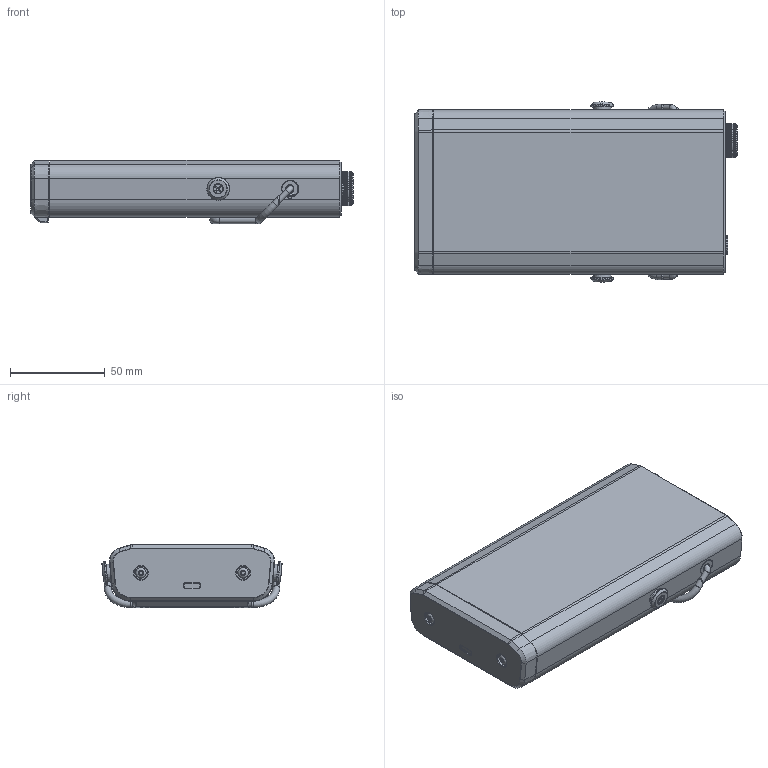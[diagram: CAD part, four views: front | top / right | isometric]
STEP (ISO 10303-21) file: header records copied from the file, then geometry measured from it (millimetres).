
FILE_DESCRIPTION(/* description */ (''),/* implementation_level */ '2;1');
FILE_NAME(/* name */ 'STN101_SOLID.stp',/* time_stamp */ '2024-09-24T17:51:58-07:00',/* author */ ('BrettHartt'),/* organization */ (''),/* preprocessor_version */ 'ST-DEVELOPER v20',/* originating_system */ 'Autodesk Inventor 2024',/* authorisation */ '');
FILE_SCHEMA (('AUTOMOTIVE_DESIGN { 1 0 10303 214 3 1 1 }'));
Length unit declared in the file: millimetre
Products named in the file (1): STN101_SOLID
Bounding box: 170.05 x 95.03 x 33.35 mm (x, y, z)
Volume: 410517.6 mm3; surface area: 45700.9 mm2
Topology: 3 solids, 10 shells, 960 faces, 2503 edges, 1584 vertices
Faces by surface type: plane 376, cylinder 229, cone 189, bspline 98, torus 58, sphere 10
Full cylindrical faces by diameter (mm): 1.915 x8, 2 x2, 2.1 x1, 2.5 x10, 3 x4, 3.7 x7, 5 x2, 5.6 x2, 13.7 x1
Entity records: 38331 total; most frequent: CARTESIAN_POINT 15756, ORIENTED_EDGE 4994, DIRECTION 4497, EDGE_CURVE 2497, AXIS2_PLACEMENT_3D 1703, VERTEX_POINT 1584, LINE 1091, VECTOR 1091
